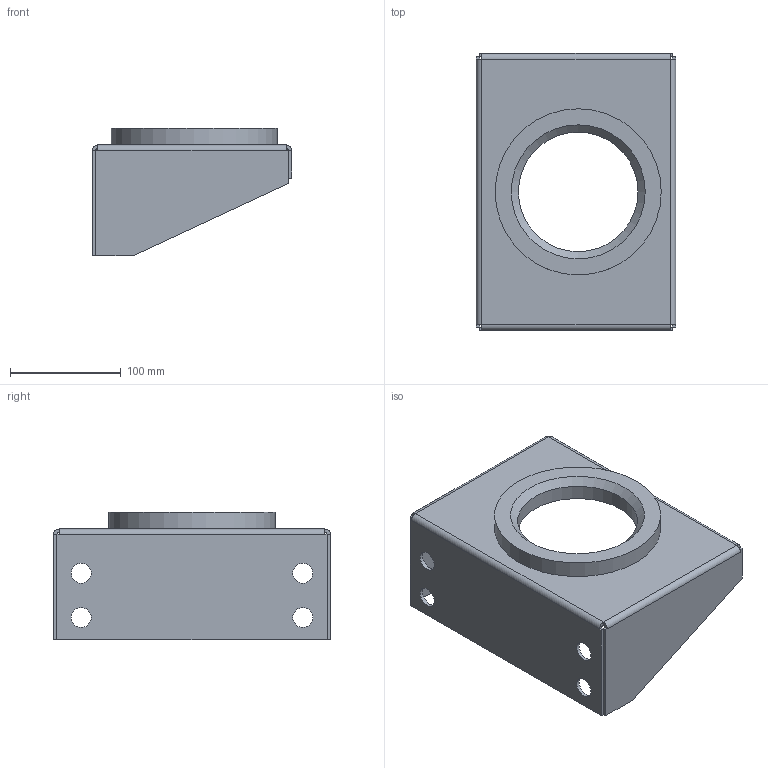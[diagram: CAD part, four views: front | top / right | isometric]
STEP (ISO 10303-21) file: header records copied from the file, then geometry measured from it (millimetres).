
FILE_DESCRIPTION( ( 'Unknown' ), '1' );
FILE_NAME( '999928_4-10l.stp', 'Unknown', ( 'Unknown' ), ( 'Unknown' ), 'PSStep 11.0', 'Unknown', ' ' );
FILE_SCHEMA( ( 'AUTOMOTIVE_DESIGN { 1 0 10303 214 1 1 1 1 }' ) );
Length unit declared in the file: millimetre
Products named in the file (1): 201186
Bounding box: 180 x 250 x 115 mm (x, y, z)
Volume: 387408.7 mm3; surface area: 197215.8 mm2
Topology: 1 solids, 1 shells, 60 faces, 136 edges, 81 vertices
Faces by surface type: plane 43, cylinder 16, cone 1
Full cylindrical faces by diameter (mm): 18 x4, 108 x1, 119 x1, 122 x1, 150 x1
Entity records: 2076 total; most frequent: DIRECTION 278, CARTESIAN_POINT 261, ORIENTED_EDGE 246, EDGE_CURVE 123, AXIS2_PLACEMENT_3D 94, LINE 90, VECTOR 90, EDGE_LOOP 82
